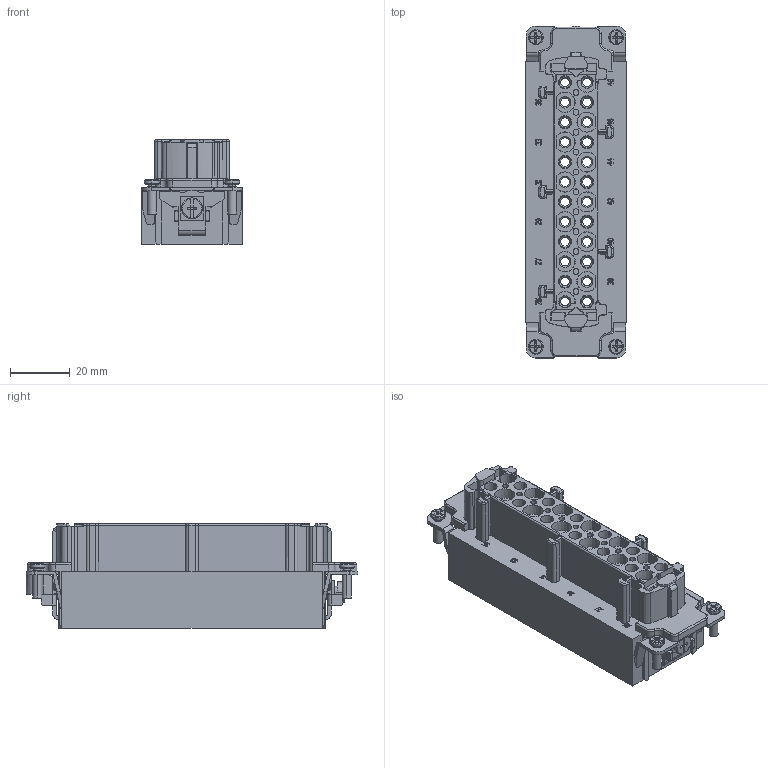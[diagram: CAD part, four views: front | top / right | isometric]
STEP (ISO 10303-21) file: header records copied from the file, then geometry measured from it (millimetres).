
FILE_DESCRIPTION((''),'2;1');
FILE_NAME('HVE-010-FC11-20','2017-08-04T',('tl.yang'),(''),'PRO/ENGINEER BY PARAMETRIC TECHNOLOGY CORPORATION, 2011500','PRO/ENGINEER BY PARAMETRIC TECHNOLOGY CORPORATION, 2011500','');
FILE_SCHEMA(('CONFIG_CONTROL_DESIGN'));
Products named in the file (1): HVE-010-FC11-20
Bounding box: 33.9 x 111.6 x 35.2 mm (x, y, z)
Volume: 70277 mm3; surface area: 34022.1 mm2
Topology: 1 solids, 1 shells, 2978 faces, 8384 edges, 5559 vertices
Faces by surface type: plane 2365, cylinder 351, cone 186, bspline 58, torus 18
Entity records: 97478 total; most frequent: CARTESIAN_POINT 19867, ORIENTED_EDGE 16768, DIRECTION 15059, EDGE_CURVE 8384, VECTOR 7011, LINE 7011, VERTEX_POINT 5559, AXIS2_PLACEMENT_3D 4024
